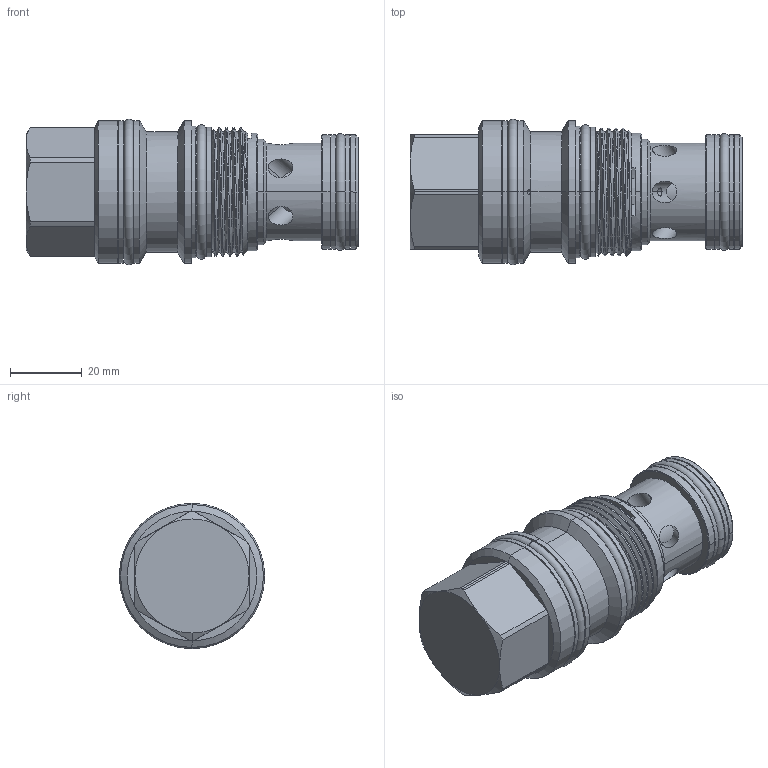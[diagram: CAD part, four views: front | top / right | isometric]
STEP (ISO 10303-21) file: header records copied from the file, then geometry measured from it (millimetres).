
FILE_DESCRIPTION (( 'STEP AP203' ), '1' );
FILE_NAME ('CO17A30-N.STEP', '2024-05-21T05:59:05', ( '' ), ( '' ), 'SwSTEP 2.0', 'SolidWorks 2018', '' );
FILE_SCHEMA (( 'CONFIG_CONTROL_DESIGN' ));
Length unit declared in the file: millimetre
Products named in the file (1): CO17A30-N
Bounding box: 92.24 x 40.4 x 40.4 mm (x, y, z)
Volume: 79680.9 mm3; surface area: 16967.1 mm2
Topology: 1 solids, 8 shells, 197 faces, 435 edges, 278 vertices
Faces by surface type: cylinder 115, plane 44, cone 27, torus 8, bspline 3
Entity records: 7489 total; most frequent: CARTESIAN_POINT 3075, DIRECTION 947, ORIENTED_EDGE 870, EDGE_CURVE 435, AXIS2_PLACEMENT_3D 405, VERTEX_POINT 278, EDGE_LOOP 223, CIRCLE 210
